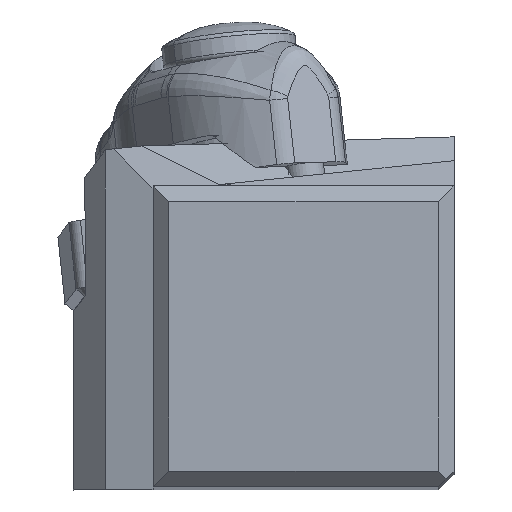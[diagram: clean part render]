
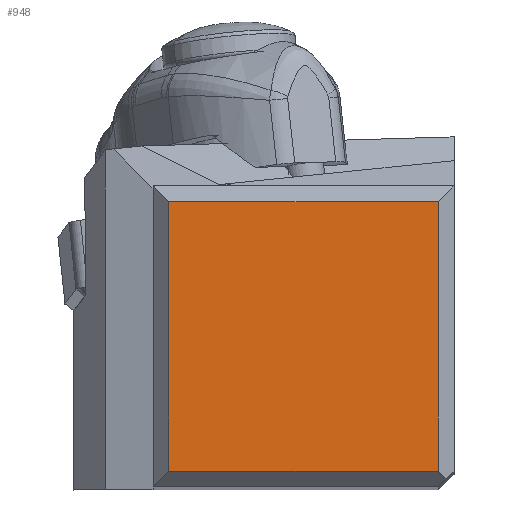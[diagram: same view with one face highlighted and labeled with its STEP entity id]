
A CAD part, top view. The second image highlights one B-rep face of the part: STEP entity #948.
In plain terms, the highlighted planar face has unit normal (0, 0, 1).
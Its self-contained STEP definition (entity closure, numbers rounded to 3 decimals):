
#702=FACE_OUTER_BOUND('',#1308,.T.);
#948=ADVANCED_FACE('',(#702),#1203,.T.);
#1203=PLANE('',#4583);
#1308=EDGE_LOOP('',(#1654,#1655,#1656,#1657));
#1654=ORIENTED_EDGE('',*,*,#3318,.F.);
#1655=ORIENTED_EDGE('',*,*,#3325,.F.);
#1656=ORIENTED_EDGE('',*,*,#3372,.F.);
#1657=ORIENTED_EDGE('',*,*,#3371,.T.);
#2895=VERTEX_POINT('',#6098);
#2896=VERTEX_POINT('',#6100);
#2900=VERTEX_POINT('',#6112);
#2932=VERTEX_POINT('',#6201);
#3318=EDGE_CURVE('',#2895,#2896,#3979,.T.);
#3325=EDGE_CURVE('',#2900,#2895,#3986,.T.);
#3371=EDGE_CURVE('',#2932,#2896,#4022,.T.);
#3372=EDGE_CURVE('',#2932,#2900,#4023,.T.);
#3979=LINE('',#6099,#4201);
#3986=LINE('',#6113,#4208);
#4022=LINE('',#6202,#4244);
#4023=LINE('',#6204,#4245);
#4201=VECTOR('',#5025,1.);
#4208=VECTOR('',#5036,1.);
#4244=VECTOR('',#5114,1.);
#4245=VECTOR('',#5117,1.);
#4583=AXIS2_PLACEMENT_3D('',#6205,#5118,#5119);
#5025=DIRECTION('',(-1.,0.,0.));
#5036=DIRECTION('',(0.,-1.,0.));
#5114=DIRECTION('',(0.,-1.,0.));
#5117=DIRECTION('',(1.,0.,0.));
#5118=DIRECTION('',(0.,0.,1.));
#5119=DIRECTION('',(-1.,0.,0.));
#6098=CARTESIAN_POINT('',(-1.,1.,0.));
#6099=CARTESIAN_POINT('',(-1.,1.,0.));
#6100=CARTESIAN_POINT('',(-18.05,1.,0.));
#6112=CARTESIAN_POINT('',(-1.,18.05,0.));
#6113=CARTESIAN_POINT('',(-1.,18.05,0.));
#6201=CARTESIAN_POINT('',(-18.05,18.05,0.));
#6202=CARTESIAN_POINT('',(-18.05,18.05,0.));
#6204=CARTESIAN_POINT('',(-18.05,18.05,0.));
#6205=CARTESIAN_POINT('',(-9.525,9.525,0.));
